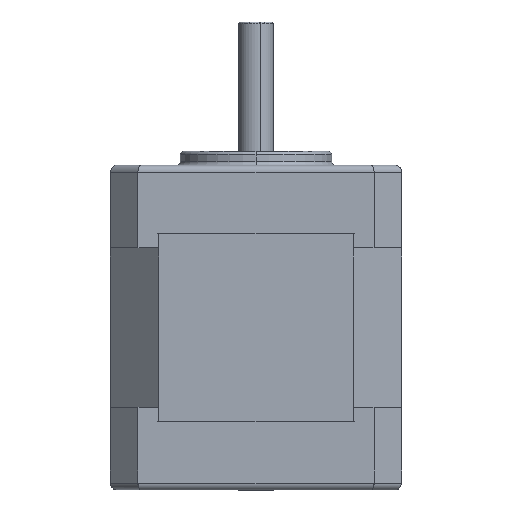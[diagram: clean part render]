
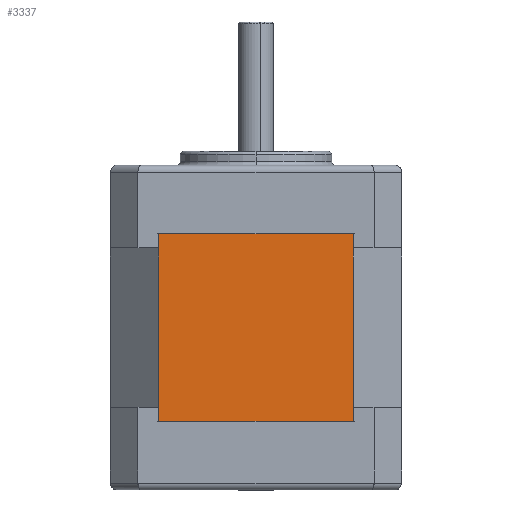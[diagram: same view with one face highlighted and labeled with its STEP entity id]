
A CAD part, left-side view. The second image highlights one B-rep face of the part: STEP entity #3337.
In plain terms, the highlighted planar face has unit normal (-1, 0, 0).
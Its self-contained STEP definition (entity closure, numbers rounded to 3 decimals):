
#28 = CARTESIAN_POINT ( 'NONE',  ( -21.15, 14.15, 0. ) ) ;
#103 = ORIENTED_EDGE ( 'NONE', *, *, #2966, .F. ) ;
#308 = LINE ( 'NONE', #594, #1255 ) ;
#341 = DIRECTION ( 'NONE',  ( 0., -1., 0. ) ) ;
#367 = VECTOR ( 'NONE', #3720, 1000. ) ;
#551 = CARTESIAN_POINT ( 'NONE',  ( -21.15, 14.15, 27.2 ) ) ;
#594 = CARTESIAN_POINT ( 'NONE',  ( -21.15, 14.15, 27.2 ) ) ;
#746 = EDGE_CURVE ( 'NONE', #2219, #1040, #308, .T. ) ;
#838 = DIRECTION ( 'NONE',  ( 1., 0., 0. ) ) ;
#1040 = VERTEX_POINT ( 'NONE', #28 ) ;
#1255 = VECTOR ( 'NONE', #3073, 1000. ) ;
#1276 = CARTESIAN_POINT ( 'NONE',  ( -21.15, 14.15, 27.2 ) ) ;
#1309 = DIRECTION ( 'NONE',  ( 0., -1., 0. ) ) ;
#1341 = CARTESIAN_POINT ( 'NONE',  ( -21.15, 14.15, 0. ) ) ;
#1361 = VERTEX_POINT ( 'NONE', #1492 ) ;
#1404 = EDGE_CURVE ( 'NONE', #2219, #1361, #2790, .T. ) ;
#1492 = CARTESIAN_POINT ( 'NONE',  ( -21.15, -14.15, 27.2 ) ) ;
#1575 = AXIS2_PLACEMENT_3D ( 'NONE', #551, #838, #2975 ) ;
#1866 = VECTOR ( 'NONE', #1309, 1000. ) ;
#2155 = EDGE_CURVE ( 'NONE', #1040, #2766, #2806, .T. ) ;
#2219 = VERTEX_POINT ( 'NONE', #1276 ) ;
#2276 = ORIENTED_EDGE ( 'NONE', *, *, #2155, .T. ) ;
#2383 = CARTESIAN_POINT ( 'NONE',  ( -21.15, -14.15, 0. ) ) ;
#2517 = LINE ( 'NONE', #3025, #367 ) ;
#2766 = VERTEX_POINT ( 'NONE', #2383 ) ;
#2790 = LINE ( 'NONE', #3509, #3490 ) ;
#2796 = FACE_OUTER_BOUND ( 'NONE', #4111, .T. ) ;
#2806 = LINE ( 'NONE', #1341, #1866 ) ;
#2870 = ORIENTED_EDGE ( 'NONE', *, *, #1404, .F. ) ;
#2966 = EDGE_CURVE ( 'NONE', #1361, #2766, #2517, .T. ) ;
#2975 = DIRECTION ( 'NONE',  ( 0., 0., -1. ) ) ;
#3025 = CARTESIAN_POINT ( 'NONE',  ( -21.15, -14.15, 27.2 ) ) ;
#3073 = DIRECTION ( 'NONE',  ( 0., 0., -1. ) ) ;
#3336 = ORIENTED_EDGE ( 'NONE', *, *, #746, .T. ) ;
#3337 = ADVANCED_FACE ( 'NONE', ( #2796 ), #3651, .F. ) ;
#3490 = VECTOR ( 'NONE', #341, 1000. ) ;
#3509 = CARTESIAN_POINT ( 'NONE',  ( -21.15, 14.15, 27.2 ) ) ;
#3651 = PLANE ( 'NONE',  #1575 ) ;
#3720 = DIRECTION ( 'NONE',  ( 0., 0., -1. ) ) ;
#4111 = EDGE_LOOP ( 'NONE', ( #2276, #103, #2870, #3336 ) ) ;
